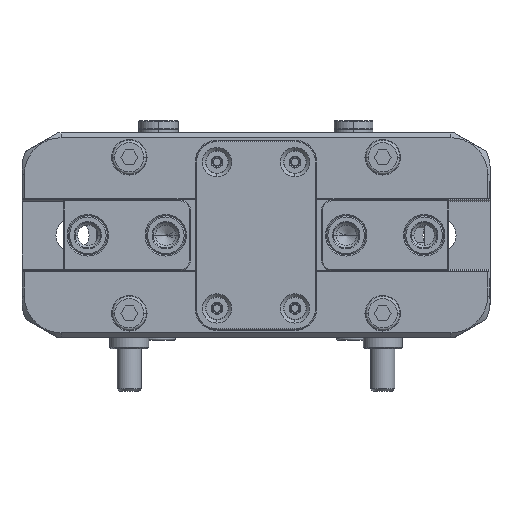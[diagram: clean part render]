
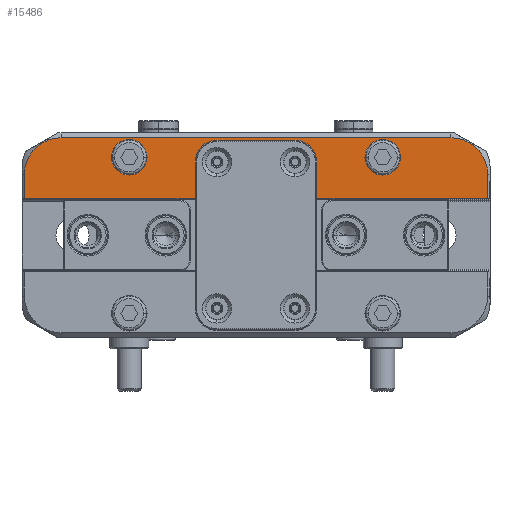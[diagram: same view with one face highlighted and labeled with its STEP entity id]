
A CAD part, front view. The second image highlights one B-rep face of the part: STEP entity #15486.
In plain terms, the highlighted planar face has unit normal (0, -1, 0).
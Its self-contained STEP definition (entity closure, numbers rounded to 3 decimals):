
#697 = ORIENTED_EDGE ( 'NONE', *, *, #29446, .F. ) ;
#1323 = DIRECTION ( 'NONE',  ( 1., 0., 0. ) ) ;
#2857 = DIRECTION ( 'NONE',  ( 0., -1., 0. ) ) ;
#3017 = DIRECTION ( 'NONE',  ( 0., -1., 0. ) ) ;
#3053 = CARTESIAN_POINT ( 'NONE',  ( -12.5, 1., 15. ) ) ;
#3186 = ORIENTED_EDGE ( 'NONE', *, *, #8002, .F. ) ;
#3279 = DIRECTION ( 'NONE',  ( 0., 0., 1. ) ) ;
#5108 = VERTEX_POINT ( 'NONE', #44031 ) ;
#5256 = LINE ( 'NONE', #45360, #45579 ) ;
#5681 = CIRCLE ( 'NONE', #7162, 7.5 ) ;
#6034 = CIRCLE ( 'NONE', #32392, 3.65 ) ;
#6126 = VERTEX_POINT ( 'NONE', #56599 ) ;
#6750 = CARTESIAN_POINT ( 'NONE',  ( 26., 1., 16. ) ) ;
#6767 = PLANE ( 'NONE',  #22849 ) ;
#7162 = AXIS2_PLACEMENT_3D ( 'NONE', #22573, #59466, #27903 ) ;
#7227 = DIRECTION ( 'NONE',  ( 0., 1., 0. ) ) ;
#7633 = ORIENTED_EDGE ( 'NONE', *, *, #9148, .F. ) ;
#7934 = CIRCLE ( 'NONE', #52294, 3.65 ) ;
#8002 = EDGE_CURVE ( 'NONE', #62015, #67089, #43840, .T. ) ;
#8127 = CARTESIAN_POINT ( 'NONE',  ( -8., 1., 19.5 ) ) ;
#8164 = VECTOR ( 'NONE', #58712, 1000. ) ;
#9148 = EDGE_CURVE ( 'NONE', #67089, #6126, #19233, .T. ) ;
#10013 = VERTEX_POINT ( 'NONE', #23266 ) ;
#10330 = CARTESIAN_POINT ( 'NONE',  ( 22.35, 1., 16. ) ) ;
#10820 = CARTESIAN_POINT ( 'NONE',  ( 47.5, 1., 12.5 ) ) ;
#12057 = DIRECTION ( 'NONE',  ( 1., 0., 0. ) ) ;
#12803 = EDGE_CURVE ( 'NONE', #65158, #41776, #32129, .T. ) ;
#15328 = LINE ( 'NONE', #66441, #41629 ) ;
#15486 = ADVANCED_FACE ( 'NONE', ( #58227, #30203, #19525 ), #6767, .F. ) ;
#15494 = EDGE_CURVE ( 'NONE', #41776, #65158, #16275, .T. ) ;
#16275 = CIRCLE ( 'NONE', #19332, 3.65 ) ;
#17520 = ORIENTED_EDGE ( 'NONE', *, *, #62265, .F. ) ;
#17650 = EDGE_LOOP ( 'NONE', ( #26059, #33825, #26508, #48582, #36899, #67356, #7633, #3186, #17520, #30842, #40639, #49955 ) ) ;
#18038 = DIRECTION ( 'NONE',  ( 0., -1., 0. ) ) ;
#18221 = CARTESIAN_POINT ( 'NONE',  ( -22.35, 1., 16. ) ) ;
#18804 = VECTOR ( 'NONE', #47880, 1000. ) ;
#19233 = LINE ( 'NONE', #59297, #59622 ) ;
#19271 = EDGE_CURVE ( 'NONE', #60175, #37011, #5681, .T. ) ;
#19332 = AXIS2_PLACEMENT_3D ( 'NONE', #49520, #18038, #54805 ) ;
#19525 = FACE_OUTER_BOUND ( 'NONE', #17650, .T. ) ;
#22573 = CARTESIAN_POINT ( 'NONE',  ( 40., 1., 12.5 ) ) ;
#22663 = VECTOR ( 'NONE', #67894, 1000. ) ;
#22728 = ORIENTED_EDGE ( 'NONE', *, *, #15494, .F. ) ;
#22849 = AXIS2_PLACEMENT_3D ( 'NONE', #65088, #7227, #44011 ) ;
#23266 = CARTESIAN_POINT ( 'NONE',  ( -47.5, 1., 7.45 ) ) ;
#24163 = CARTESIAN_POINT ( 'NONE',  ( -29.65, 1., 16. ) ) ;
#24195 = EDGE_CURVE ( 'NONE', #42431, #5108, #6034, .T. ) ;
#24661 = CARTESIAN_POINT ( 'NONE',  ( -40., 1., 12.5 ) ) ;
#25804 = CARTESIAN_POINT ( 'NONE',  ( 40., 1., 20. ) ) ;
#26059 = ORIENTED_EDGE ( 'NONE', *, *, #67125, .T. ) ;
#26093 = CARTESIAN_POINT ( 'NONE',  ( -40., 1., 20. ) ) ;
#26508 = ORIENTED_EDGE ( 'NONE', *, *, #60362, .T. ) ;
#26870 = VERTEX_POINT ( 'NONE', #26093 ) ;
#27180 = CARTESIAN_POINT ( 'NONE',  ( -40.63, 1., 20. ) ) ;
#27313 = LINE ( 'NONE', #42766, #41314 ) ;
#27462 = DIRECTION ( 'NONE',  ( 0., 0., 1. ) ) ;
#27903 = DIRECTION ( 'NONE',  ( -1., 0., 0. ) ) ;
#29446 = EDGE_CURVE ( 'NONE', #5108, #42431, #7934, .T. ) ;
#29466 = LINE ( 'NONE', #58454, #18804 ) ;
#29629 = EDGE_CURVE ( 'NONE', #10013, #6126, #15328, .T. ) ;
#29767 = EDGE_CURVE ( 'NONE', #59373, #34904, #36681, .T. ) ;
#29949 = DIRECTION ( 'NONE',  ( -1., 0., 0. ) ) ;
#30203 = FACE_BOUND ( 'NONE', #40950, .T. ) ;
#30842 = ORIENTED_EDGE ( 'NONE', *, *, #61853, .F. ) ;
#32129 = CIRCLE ( 'NONE', #35528, 3.65 ) ;
#32392 = AXIS2_PLACEMENT_3D ( 'NONE', #34307, #2857, #39631 ) ;
#32786 = DIRECTION ( 'NONE',  ( 0., -1., 0. ) ) ;
#33825 = ORIENTED_EDGE ( 'NONE', *, *, #19271, .F. ) ;
#34307 = CARTESIAN_POINT ( 'NONE',  ( 26., 1., 16. ) ) ;
#34466 = CARTESIAN_POINT ( 'NONE',  ( 8., 1., 15. ) ) ;
#34715 = DIRECTION ( 'NONE',  ( 1., 0., 0. ) ) ;
#34904 = VERTEX_POINT ( 'NONE', #63287 ) ;
#35528 = AXIS2_PLACEMENT_3D ( 'NONE', #64441, #32786, #1323 ) ;
#36681 = LINE ( 'NONE', #57133, #22663 ) ;
#36899 = ORIENTED_EDGE ( 'NONE', *, *, #54961, .F. ) ;
#37002 = CIRCLE ( 'NONE', #53017, 7.5 ) ;
#37011 = VERTEX_POINT ( 'NONE', #10820 ) ;
#37310 = DIRECTION ( 'NONE',  ( 1., 0., 0. ) ) ;
#37549 = DIRECTION ( 'NONE',  ( 0., -1., 0. ) ) ;
#37789 = CARTESIAN_POINT ( 'NONE',  ( -8., 1., 15. ) ) ;
#37859 = CARTESIAN_POINT ( 'NONE',  ( -47.5, 1., -21.249 ) ) ;
#39437 = AXIS2_PLACEMENT_3D ( 'NONE', #34466, #3017, #39779 ) ;
#39631 = DIRECTION ( 'NONE',  ( 1., 0., 0. ) ) ;
#39779 = DIRECTION ( 'NONE',  ( -1., 0., 0. ) ) ;
#40639 = ORIENTED_EDGE ( 'NONE', *, *, #29767, .F. ) ;
#40950 = EDGE_LOOP ( 'NONE', ( #60358, #22728 ) ) ;
#40979 = VERTEX_POINT ( 'NONE', #67940 ) ;
#41314 = VECTOR ( 'NONE', #48056, 1000. ) ;
#41629 = VECTOR ( 'NONE', #34715, 1000. ) ;
#41776 = VERTEX_POINT ( 'NONE', #24163 ) ;
#42431 = VERTEX_POINT ( 'NONE', #10330 ) ;
#42766 = CARTESIAN_POINT ( 'NONE',  ( -48., 1., 7.45 ) ) ;
#43495 = CARTESIAN_POINT ( 'NONE',  ( 8., 1., 19.5 ) ) ;
#43550 = DIRECTION ( 'NONE',  ( 0., -1., 0. ) ) ;
#43840 = CIRCLE ( 'NONE', #44637, 4.5 ) ;
#44011 = DIRECTION ( 'NONE',  ( -1., 0., 0. ) ) ;
#44031 = CARTESIAN_POINT ( 'NONE',  ( 29.65, 1., 16. ) ) ;
#44637 = AXIS2_PLACEMENT_3D ( 'NONE', #37789, #37549, #37310 ) ;
#45360 = CARTESIAN_POINT ( 'NONE',  ( 47.5, 1., -21.849 ) ) ;
#45579 = VECTOR ( 'NONE', #3279, 1000. ) ;
#46756 = CARTESIAN_POINT ( 'NONE',  ( 12.5, 1., 7.45 ) ) ;
#46928 = VERTEX_POINT ( 'NONE', #49588 ) ;
#47880 = DIRECTION ( 'NONE',  ( -1., 0., 0. ) ) ;
#48056 = DIRECTION ( 'NONE',  ( 1., 0., 0. ) ) ;
#48218 = VECTOR ( 'NONE', #27462, 1000. ) ;
#48582 = ORIENTED_EDGE ( 'NONE', *, *, #60051, .F. ) ;
#49520 = CARTESIAN_POINT ( 'NONE',  ( -26., 1., 16. ) ) ;
#49588 = CARTESIAN_POINT ( 'NONE',  ( -47.5, 1., 12.5 ) ) ;
#49800 = EDGE_CURVE ( 'NONE', #59373, #40979, #27313, .T. ) ;
#49955 = ORIENTED_EDGE ( 'NONE', *, *, #49800, .T. ) ;
#50696 = EDGE_LOOP ( 'NONE', ( #697, #59291 ) ) ;
#52294 = AXIS2_PLACEMENT_3D ( 'NONE', #6750, #43550, #12057 ) ;
#53017 = AXIS2_PLACEMENT_3D ( 'NONE', #24661, #61536, #29949 ) ;
#54156 = VERTEX_POINT ( 'NONE', #43495 ) ;
#54805 = DIRECTION ( 'NONE',  ( 1., 0., 0. ) ) ;
#54961 = EDGE_CURVE ( 'NONE', #10013, #46928, #62275, .T. ) ;
#56599 = CARTESIAN_POINT ( 'NONE',  ( -12.5, 1., 7.45 ) ) ;
#57133 = CARTESIAN_POINT ( 'NONE',  ( 12.5, 1., 15. ) ) ;
#58227 = FACE_BOUND ( 'NONE', #50696, .T. ) ;
#58350 = CIRCLE ( 'NONE', #39437, 4.5 ) ;
#58454 = CARTESIAN_POINT ( 'NONE',  ( -8., 1., 19.5 ) ) ;
#58712 = DIRECTION ( 'NONE',  ( -1., 0., 0. ) ) ;
#59291 = ORIENTED_EDGE ( 'NONE', *, *, #24195, .F. ) ;
#59297 = CARTESIAN_POINT ( 'NONE',  ( -12.5, 1., 15. ) ) ;
#59373 = VERTEX_POINT ( 'NONE', #46756 ) ;
#59466 = DIRECTION ( 'NONE',  ( 0., 1., 0. ) ) ;
#59622 = VECTOR ( 'NONE', #61573, 1000. ) ;
#60051 = EDGE_CURVE ( 'NONE', #46928, #26870, #37002, .T. ) ;
#60175 = VERTEX_POINT ( 'NONE', #25804 ) ;
#60358 = ORIENTED_EDGE ( 'NONE', *, *, #12803, .F. ) ;
#60362 = EDGE_CURVE ( 'NONE', #60175, #26870, #62574, .T. ) ;
#61536 = DIRECTION ( 'NONE',  ( 0., 1., 0. ) ) ;
#61573 = DIRECTION ( 'NONE',  ( 0., 0., -1. ) ) ;
#61853 = EDGE_CURVE ( 'NONE', #34904, #54156, #58350, .T. ) ;
#62015 = VERTEX_POINT ( 'NONE', #8127 ) ;
#62265 = EDGE_CURVE ( 'NONE', #54156, #62015, #29466, .T. ) ;
#62275 = LINE ( 'NONE', #37859, #48218 ) ;
#62574 = LINE ( 'NONE', #27180, #8164 ) ;
#63287 = CARTESIAN_POINT ( 'NONE',  ( 12.5, 1., 15. ) ) ;
#64441 = CARTESIAN_POINT ( 'NONE',  ( -26., 1., 16. ) ) ;
#65088 = CARTESIAN_POINT ( 'NONE',  ( -48., 1., 21. ) ) ;
#65158 = VERTEX_POINT ( 'NONE', #18221 ) ;
#66441 = CARTESIAN_POINT ( 'NONE',  ( -48., 1., 7.45 ) ) ;
#67089 = VERTEX_POINT ( 'NONE', #3053 ) ;
#67125 = EDGE_CURVE ( 'NONE', #40979, #37011, #5256, .T. ) ;
#67356 = ORIENTED_EDGE ( 'NONE', *, *, #29629, .T. ) ;
#67894 = DIRECTION ( 'NONE',  ( 0., 0., 1. ) ) ;
#67940 = CARTESIAN_POINT ( 'NONE',  ( 47.5, 1., 7.45 ) ) ;
